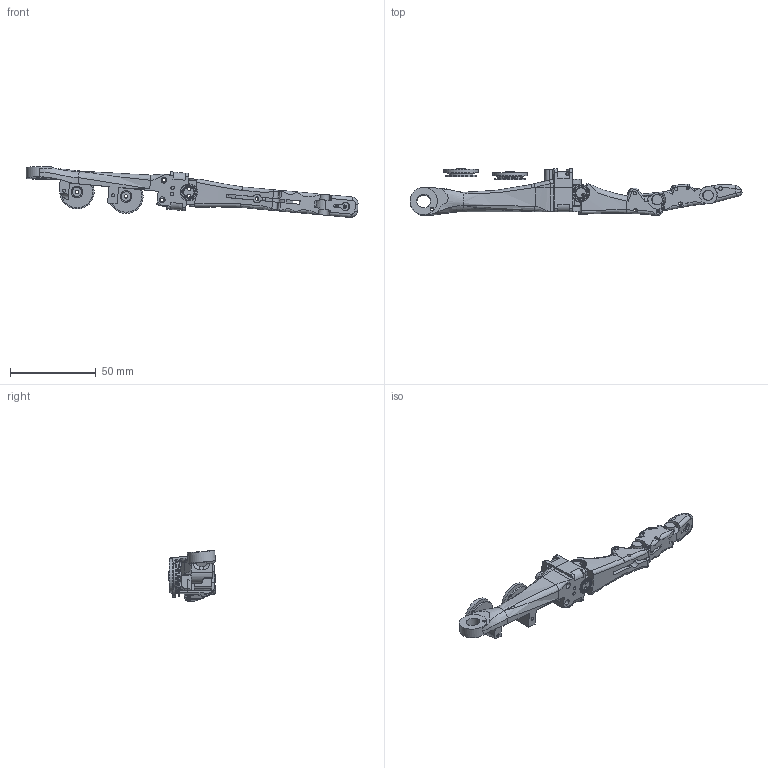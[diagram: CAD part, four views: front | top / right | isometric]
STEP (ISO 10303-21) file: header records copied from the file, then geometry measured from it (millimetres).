
FILE_DESCRIPTION(/* description */ (''),/* implementation_level */ '2;1');
FILE_NAME(/* name */ 'Ring-Finger-Assembly v4.step',/* time_stamp */ '2024-09-02T12:09:56-07:00',/* author */ (''),/* organization */ (''),/* preprocessor_version */ 'ST-DEVELOPER v20',/* originating_system */ 'Autodesk Translation Framework v13.14.0.145',/* authorisation */ '');
FILE_SCHEMA (('AUTOMOTIVE_DESIGN { 1 0 10303 214 3 1 1 }'));
Length unit declared in the file: millimetre
Products named in the file (16): Ring-Finger-Assembly; Test_2mm_01 <3> (3); Test_2mm_01 <2> (3); Tip_BEARING_15 (2); Knuckle_BEARING_15; Palm_BEARING_15 (2) <1>; Part 141; Palm_BEARING_15 (3); Test_2mm_01 <1> (3); Test_2mm_01; Part 125; PLP_BEARING_15 (2); MLP_BEARING_15 (2); 6x10x3; Tendon_Spool_01; ES3302_Servo_Horn_Round_01 (1)
Assembly tree (23 placements, depth 3):
  Ring-Finger-Assembly
    6x10x3  x3
    Test_2mm_01 <3> (3)
      Part 125
      Test_2mm_01
    Test_2mm_01 <2> (3)
      Test_2mm_01
      Part 125
    Tip_BEARING_15 (2)
    Knuckle_BEARING_15
    Palm_BEARING_15 (2) <1>
      Part 141
      Palm_BEARING_15 (3)
    Test_2mm_01 <1> (3)
      Test_2mm_01
      Part 125
    Tendon_Spool_01  x2
    PLP_BEARING_15 (2)
    MLP_BEARING_15 (2)
    ES3302_Servo_Horn_Round_01 (1)  x2
Bounding box: 194.07 x 27.53 x 29.78 mm (x, y, z)
Volume: 26619.3 mm3; surface area: 22115 mm2
Topology: 19 solids, 19 shells, 564 faces, 1497 edges, 972 vertices
Faces by surface type: plane 272, cylinder 206, bspline 65, cone 12, torus 9
Full cylindrical faces by diameter (mm): 1.5 x1, 1.8 x2, 1.95 x2, 2 x41, 3 x1, 3.4 x5, 4 x3, 4.5 x2, 5.6 x4, 6 x11, 6.8 x8, 6.883 x6, 7 x2, 8 x1, 9.2 x6, 10 x3, 14.5 x2, 15.5 x2, 16 x1, 18.5 x2, 20 x2
Entity records: 21750 total; most frequent: CARTESIAN_POINT 8614, ORIENTED_EDGE 2770, DIRECTION 2531, EDGE_CURVE 1385, AXIS2_PLACEMENT_3D 915, VERTEX_POINT 898, LINE 701, VECTOR 701
